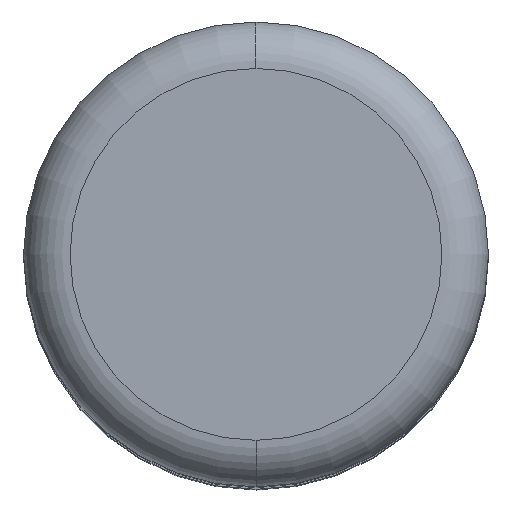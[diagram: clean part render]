
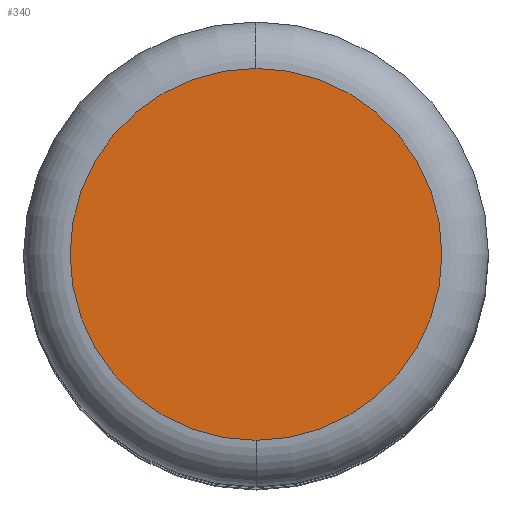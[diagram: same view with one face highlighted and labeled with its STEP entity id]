
A CAD part, top view. The second image highlights one B-rep face of the part: STEP entity #340.
In plain terms, the highlighted free-form (B-spline) face has degree [1, 1] with [2, 2] control points.
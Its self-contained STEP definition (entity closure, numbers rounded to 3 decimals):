
#142=CARTESIAN_POINT('',(0.,2.,20.0));
#143=VERTEX_POINT('',#142);
#153=CARTESIAN_POINT('',(0.,-2.,20.0));
#154=VERTEX_POINT('',#153);
#155=CARTESIAN_POINT('',(0.,0.,20.0));
#156=DIRECTION('',(0.0,0.0,-1.0));
#157=DIRECTION('',(1.0,0.0,0.0));
#158=AXIS2_PLACEMENT_3D('',#155,#156,#157);
#159=CIRCLE('',#158,2.0);
#160=EDGE_CURVE('',#143,#154,#159,.T.);
#271=CARTESIAN_POINT('',(-2.,0.,20.0));
#272=VERTEX_POINT('',#271);
#273=CARTESIAN_POINT('',(0.,0.,20.0));
#274=DIRECTION('',(0.0,0.0,-1.0));
#275=DIRECTION('',(1.0,0.0,0.0));
#276=AXIS2_PLACEMENT_3D('',#273,#274,#275);
#277=CIRCLE('',#276,2.0);
#278=EDGE_CURVE('',#154,#272,#277,.T.);
#280=CARTESIAN_POINT('',(0.,0.,20.0));
#281=DIRECTION('',(0.0,0.0,-1.0));
#282=DIRECTION('',(1.0,0.0,0.0));
#283=AXIS2_PLACEMENT_3D('',#280,#281,#282);
#284=CIRCLE('',#283,2.0);
#285=EDGE_CURVE('',#272,#143,#284,.T.);
#330=CARTESIAN_POINT('',(-2.,-2.,20.0));
#331=CARTESIAN_POINT('',(-2.,2.,20.));
#332=CARTESIAN_POINT('',(2.,-2.,20.0));
#333=CARTESIAN_POINT('',(2.,2.,20.0));
#334=B_SPLINE_SURFACE_WITH_KNOTS('',1,1,((#330,#332),(#331,#333)),.UNSPECIFIED.,.F.,.F.,.U.,(2,2),(2,2),(0.0,4.),(0.0,4.),.UNSPECIFIED.);
#335=ORIENTED_EDGE('',*,*,#285,.F.);
#336=ORIENTED_EDGE('',*,*,#278,.F.);
#337=ORIENTED_EDGE('',*,*,#160,.F.);
#338=EDGE_LOOP('',(#335,#336,#337));
#339=FACE_OUTER_BOUND('',#338,.T.);
#340=ADVANCED_FACE('',(#339),#334,.F.);
